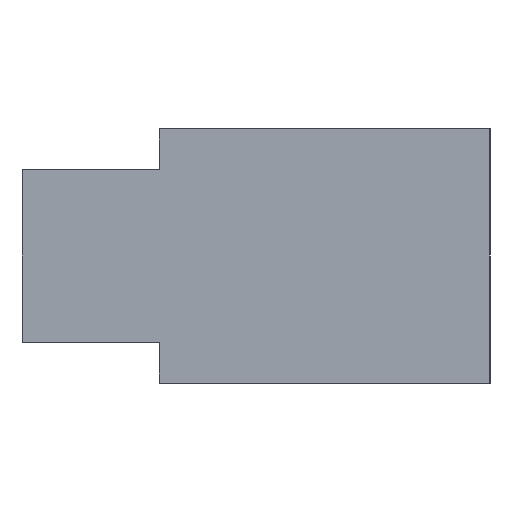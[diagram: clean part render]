
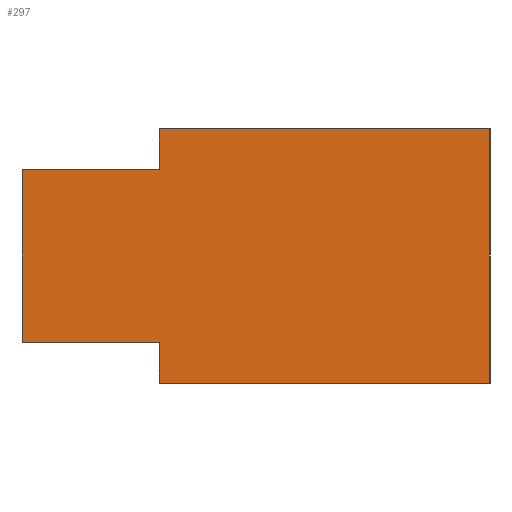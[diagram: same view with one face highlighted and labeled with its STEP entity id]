
A CAD part, left-side view. The second image highlights one B-rep face of the part: STEP entity #297.
In plain terms, the highlighted planar face has unit normal (-1, 0, 0).
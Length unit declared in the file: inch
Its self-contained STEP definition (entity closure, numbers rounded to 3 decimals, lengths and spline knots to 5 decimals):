
#14 = DIRECTION ( 'NONE',  ( 0., 0., 1. ) ) ;
#71 = DIRECTION ( 'NONE',  ( 0., -1., 0. ) ) ;
#111 = CARTESIAN_POINT ( 'NONE',  ( -0.59055, 0.90551, 0.24606 ) ) ;
#118 = ORIENTED_EDGE ( 'NONE', *, *, #977, .F. ) ;
#143 = CARTESIAN_POINT ( 'NONE',  ( -0.59055, 0.90551, 0.24606 ) ) ;
#196 = CARTESIAN_POINT ( 'NONE',  ( -0.59055, 0.90551, 0.24606 ) ) ;
#198 = LINE ( 'NONE', #784, #1670 ) ;
#200 = CARTESIAN_POINT ( 'NONE',  ( -0.59055, 0., 0.24606 ) ) ;
#237 = EDGE_CURVE ( 'NONE', #817, #1195, #409, .T. ) ;
#240 = EDGE_CURVE ( 'NONE', #472, #943, #889, .T. ) ;
#244 = VECTOR ( 'NONE', #71, 39.37008 ) ;
#289 = CARTESIAN_POINT ( 'NONE',  ( -0.59055, 0.90551, -0.16732 ) ) ;
#296 = CARTESIAN_POINT ( 'NONE',  ( -0.59055, 0.90551, 0.16732 ) ) ;
#297 = ADVANCED_FACE ( 'NONE', ( #1189 ), #1627, .F. ) ;
#304 = CARTESIAN_POINT ( 'NONE',  ( -0.59055, 0.63976, -0.24606 ) ) ;
#307 = DIRECTION ( 'NONE',  ( 1., 0., 0. ) ) ;
#312 = VERTEX_POINT ( 'NONE', #289 ) ;
#384 = EDGE_CURVE ( 'NONE', #943, #1771, #473, .T. ) ;
#409 = LINE ( 'NONE', #556, #1100 ) ;
#423 = VECTOR ( 'NONE', #1647, 39.37008 ) ;
#472 = VERTEX_POINT ( 'NONE', #1373 ) ;
#473 = LINE ( 'NONE', #482, #614 ) ;
#482 = CARTESIAN_POINT ( 'NONE',  ( -0.59055, 0.63976, 0.24606 ) ) ;
#483 = CARTESIAN_POINT ( 'NONE',  ( -0.59055, 0.63976, -0.24606 ) ) ;
#494 = VECTOR ( 'NONE', #954, 39.37008 ) ;
#556 = CARTESIAN_POINT ( 'NONE',  ( -0.59055, 0., 0.24606 ) ) ;
#586 = CARTESIAN_POINT ( 'NONE',  ( -0.59055, 0., -0.24606 ) ) ;
#614 = VECTOR ( 'NONE', #1814, 39.37008 ) ;
#622 = CARTESIAN_POINT ( 'NONE',  ( -0.59055, 0.90551, -0.16732 ) ) ;
#650 = ORIENTED_EDGE ( 'NONE', *, *, #384, .F. ) ;
#711 = VERTEX_POINT ( 'NONE', #304 ) ;
#784 = CARTESIAN_POINT ( 'NONE',  ( -0.59055, 0.63976, 0.24606 ) ) ;
#804 = ORIENTED_EDGE ( 'NONE', *, *, #1886, .F. ) ;
#817 = VERTEX_POINT ( 'NONE', #200 ) ;
#818 = LINE ( 'NONE', #111, #494 ) ;
#831 = ORIENTED_EDGE ( 'NONE', *, *, #237, .F. ) ;
#844 = ORIENTED_EDGE ( 'NONE', *, *, #1265, .F. ) ;
#889 = LINE ( 'NONE', #296, #423 ) ;
#922 = LINE ( 'NONE', #196, #244 ) ;
#943 = VERTEX_POINT ( 'NONE', #1259 ) ;
#954 = DIRECTION ( 'NONE',  ( 0., 0., 1. ) ) ;
#977 = EDGE_CURVE ( 'NONE', #312, #472, #818, .T. ) ;
#990 = DIRECTION ( 'NONE',  ( 0., 0., -1. ) ) ;
#1053 = CARTESIAN_POINT ( 'NONE',  ( -0.59055, 0.63976, -0.16732 ) ) ;
#1078 = VECTOR ( 'NONE', #1681, 39.37008 ) ;
#1100 = VECTOR ( 'NONE', #990, 39.37008 ) ;
#1143 = DIRECTION ( 'NONE',  ( 0., 0., -1. ) ) ;
#1177 = VECTOR ( 'NONE', #1210, 39.37008 ) ;
#1189 = FACE_OUTER_BOUND ( 'NONE', #1562, .T. ) ;
#1195 = VERTEX_POINT ( 'NONE', #586 ) ;
#1210 = DIRECTION ( 'NONE',  ( 0., 1., 0. ) ) ;
#1259 = CARTESIAN_POINT ( 'NONE',  ( -0.59055, 0.63976, 0.16732 ) ) ;
#1265 = EDGE_CURVE ( 'NONE', #711, #1311, #198, .T. ) ;
#1311 = VERTEX_POINT ( 'NONE', #1053 ) ;
#1350 = LINE ( 'NONE', #622, #1177 ) ;
#1373 = CARTESIAN_POINT ( 'NONE',  ( -0.59055, 0.90551, 0.16732 ) ) ;
#1406 = LINE ( 'NONE', #483, #1078 ) ;
#1487 = CARTESIAN_POINT ( 'NONE',  ( -0.59055, 0.63976, 0.24606 ) ) ;
#1503 = ORIENTED_EDGE ( 'NONE', *, *, #240, .F. ) ;
#1562 = EDGE_LOOP ( 'NONE', ( #844, #1618, #831, #1738, #650, #1503, #118, #804 ) ) ;
#1595 = EDGE_CURVE ( 'NONE', #711, #1195, #1406, .T. ) ;
#1615 = EDGE_CURVE ( 'NONE', #1771, #817, #922, .T. ) ;
#1618 = ORIENTED_EDGE ( 'NONE', *, *, #1595, .T. ) ;
#1627 = PLANE ( 'NONE',  #1757 ) ;
#1647 = DIRECTION ( 'NONE',  ( 0., -1., 0. ) ) ;
#1670 = VECTOR ( 'NONE', #14, 39.37008 ) ;
#1681 = DIRECTION ( 'NONE',  ( 0., -1., 0. ) ) ;
#1738 = ORIENTED_EDGE ( 'NONE', *, *, #1615, .F. ) ;
#1757 = AXIS2_PLACEMENT_3D ( 'NONE', #143, #307, #1143 ) ;
#1771 = VERTEX_POINT ( 'NONE', #1487 ) ;
#1814 = DIRECTION ( 'NONE',  ( 0., 0., 1. ) ) ;
#1886 = EDGE_CURVE ( 'NONE', #1311, #312, #1350, .T. ) ;
